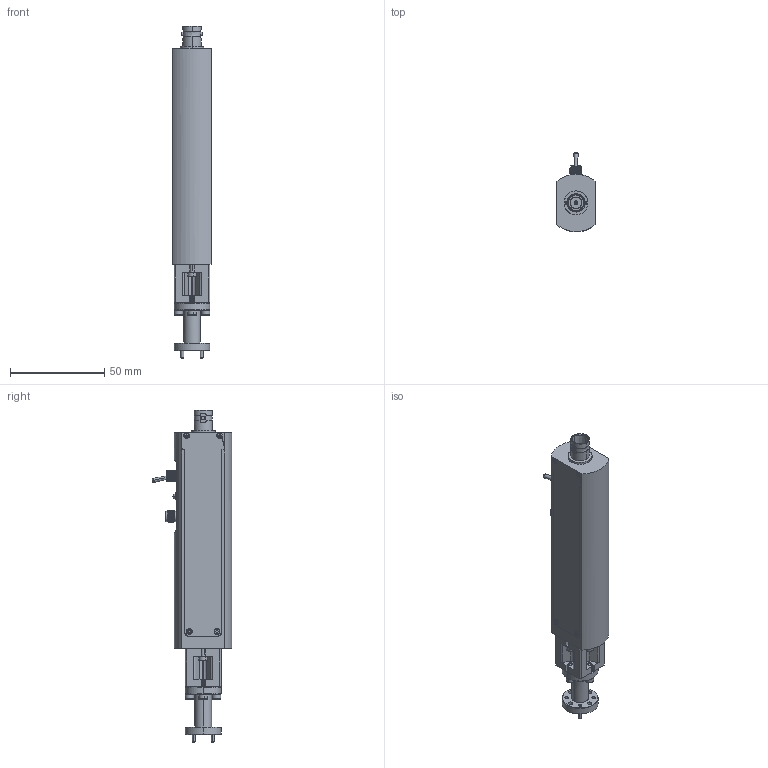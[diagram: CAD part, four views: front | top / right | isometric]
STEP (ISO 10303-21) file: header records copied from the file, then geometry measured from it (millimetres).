
FILE_DESCRIPTION (( 'STEP AP214' ), '1' );
FILE_NAME ('TZ-WV-A Rev 1.0, CTRLD.STEP', '2024-05-07T23:25:13', ( '' ), ( '' ), 'SwSTEP 2.0', 'SolidWorks 2021', '' );
FILE_SCHEMA (( 'AUTOMOTIVE_DESIGN' ));
Length unit declared in the file: inch
Products named in the file (1): TZ-WV-A Rev 1.0, CTRLD
Bounding box: 20.32 x 42.23 x 175.89 mm (x, y, z)
Surface area: 18977.1 mm2 (no closed solid volume)
Topology: 0 solids, 19 shells, 1811 faces, 4933 edges, 3204 vertices
Faces by surface type: plane 777, cylinder 434, bspline 398, cone 182, torus 18, sphere 2
Entity records: 90044 total; most frequent: CARTESIAN_POINT 55503, ORIENTED_EDGE 9768, EDGE_CURVE 4914, B_SPLINE_CURVE_WITH_KNOTS 4838, VERTEX_POINT 3200, DIRECTION 2828, EDGE_LOOP 1978, ADVANCED_FACE 1811
